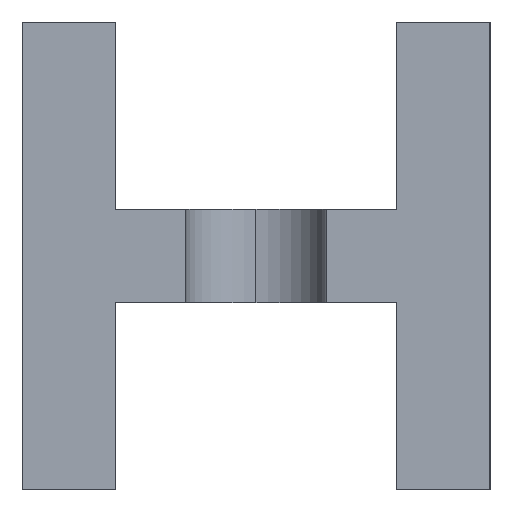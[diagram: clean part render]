
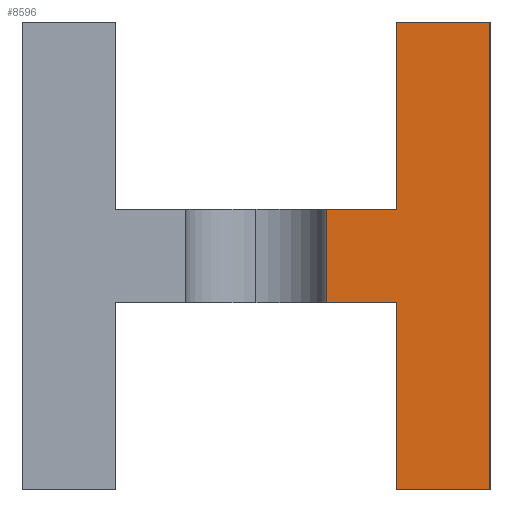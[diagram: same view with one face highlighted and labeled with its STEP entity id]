
A CAD part, left-side view. The second image highlights one B-rep face of the part: STEP entity #8596.
In plain terms, the highlighted planar face has unit normal (-1, 0, 0).
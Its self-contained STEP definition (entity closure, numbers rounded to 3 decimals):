
#310 = LINE ( 'NONE', #3815, #12057 ) ;
#475 = LINE ( 'NONE', #6234, #3077 ) ;
#588 = DIRECTION ( 'NONE',  ( -1., 0., 0. ) ) ;
#788 = EDGE_CURVE ( 'NONE', #3576, #4739, #10283, .T. ) ;
#904 = DIRECTION ( 'NONE',  ( 0., 0., 1. ) ) ;
#1059 = CARTESIAN_POINT ( 'NONE',  ( 0., 0., 0. ) ) ;
#1181 = VECTOR ( 'NONE', #10107, 1000. ) ;
#1183 = EDGE_CURVE ( 'NONE', #4909, #4575, #7742, .T. ) ;
#1278 = VECTOR ( 'NONE', #13660, 1000. ) ;
#1387 = PLANE ( 'NONE',  #10169 ) ;
#1510 = DIRECTION ( 'NONE',  ( 0., 0., 1. ) ) ;
#1788 = DIRECTION ( 'NONE',  ( 0., 1., 0. ) ) ;
#1845 = CARTESIAN_POINT ( 'NONE',  ( 0., 2., 4. ) ) ;
#1863 = CARTESIAN_POINT ( 'NONE',  ( 0., 3.5, 4. ) ) ;
#2389 = CARTESIAN_POINT ( 'NONE',  ( 0., 0., 10. ) ) ;
#3077 = VECTOR ( 'NONE', #1788, 1000. ) ;
#3302 = EDGE_CURVE ( 'NONE', #4739, #4909, #8899, .T. ) ;
#3413 = EDGE_CURVE ( 'NONE', #6263, #4434, #4213, .T. ) ;
#3576 = VERTEX_POINT ( 'NONE', #7902 ) ;
#3747 = VERTEX_POINT ( 'NONE', #1863 ) ;
#3815 = CARTESIAN_POINT ( 'NONE',  ( 0., 3.5, 4. ) ) ;
#3862 = DIRECTION ( 'NONE',  ( 0., 0., 1. ) ) ;
#4213 = LINE ( 'NONE', #13627, #1278 ) ;
#4434 = VERTEX_POINT ( 'NONE', #11019 ) ;
#4575 = VERTEX_POINT ( 'NONE', #8715 ) ;
#4739 = VERTEX_POINT ( 'NONE', #7384 ) ;
#4747 = VECTOR ( 'NONE', #1510, 1000. ) ;
#4909 = VERTEX_POINT ( 'NONE', #9806 ) ;
#5035 = EDGE_CURVE ( 'NONE', #3747, #3576, #310, .T. ) ;
#5314 = LINE ( 'NONE', #11097, #10817 ) ;
#6234 = CARTESIAN_POINT ( 'NONE',  ( 0., 8., 4. ) ) ;
#6263 = VERTEX_POINT ( 'NONE', #11641 ) ;
#6288 = VECTOR ( 'NONE', #10256, 1000. ) ;
#6386 = VERTEX_POINT ( 'NONE', #10383 ) ;
#7367 = EDGE_CURVE ( 'NONE', #4434, #6386, #13524, .T. ) ;
#7384 = CARTESIAN_POINT ( 'NONE',  ( 0., 2., 6. ) ) ;
#7742 = LINE ( 'NONE', #2389, #1181 ) ;
#7902 = CARTESIAN_POINT ( 'NONE',  ( 0., 3.5, 6. ) ) ;
#8595 = CARTESIAN_POINT ( 'NONE',  ( 0., 2., 6. ) ) ;
#8596 = ADVANCED_FACE ( 'NONE', ( #9036 ), #1387, .T. ) ;
#8622 = ORIENTED_EDGE ( 'NONE', *, *, #5035, .F. ) ;
#8715 = CARTESIAN_POINT ( 'NONE',  ( 0., 0., 10. ) ) ;
#8899 = LINE ( 'NONE', #10197, #6288 ) ;
#8939 = DIRECTION ( 'NONE',  ( 0., 0., -1. ) ) ;
#9036 = FACE_OUTER_BOUND ( 'NONE', #10021, .T. ) ;
#9212 = ORIENTED_EDGE ( 'NONE', *, *, #13972, .F. ) ;
#9255 = DIRECTION ( 'NONE',  ( 0., -1., 0. ) ) ;
#9806 = CARTESIAN_POINT ( 'NONE',  ( 0., 2., 10. ) ) ;
#9906 = ORIENTED_EDGE ( 'NONE', *, *, #7367, .F. ) ;
#10021 = EDGE_LOOP ( 'NONE', ( #8622, #9212, #9906, #10352, #10650, #11180, #11323, #11839 ) ) ;
#10107 = DIRECTION ( 'NONE',  ( 0., -1., 0. ) ) ;
#10169 = AXIS2_PLACEMENT_3D ( 'NONE', #1059, #588, #904 ) ;
#10197 = CARTESIAN_POINT ( 'NONE',  ( 0., 2., 10. ) ) ;
#10256 = DIRECTION ( 'NONE',  ( 0., 0., 1. ) ) ;
#10283 = LINE ( 'NONE', #8595, #10345 ) ;
#10345 = VECTOR ( 'NONE', #9255, 1000. ) ;
#10352 = ORIENTED_EDGE ( 'NONE', *, *, #3413, .F. ) ;
#10383 = CARTESIAN_POINT ( 'NONE',  ( 0., 2., 4. ) ) ;
#10650 = ORIENTED_EDGE ( 'NONE', *, *, #14248, .F. ) ;
#10817 = VECTOR ( 'NONE', #8939, 1000. ) ;
#11019 = CARTESIAN_POINT ( 'NONE',  ( 0., 2., 0. ) ) ;
#11097 = CARTESIAN_POINT ( 'NONE',  ( 0., 0., 0. ) ) ;
#11180 = ORIENTED_EDGE ( 'NONE', *, *, #1183, .F. ) ;
#11323 = ORIENTED_EDGE ( 'NONE', *, *, #3302, .F. ) ;
#11641 = CARTESIAN_POINT ( 'NONE',  ( 0., 0., 0. ) ) ;
#11839 = ORIENTED_EDGE ( 'NONE', *, *, #788, .F. ) ;
#12057 = VECTOR ( 'NONE', #3862, 1000. ) ;
#13524 = LINE ( 'NONE', #1845, #4747 ) ;
#13627 = CARTESIAN_POINT ( 'NONE',  ( 0., 2., 0. ) ) ;
#13660 = DIRECTION ( 'NONE',  ( 0., 1., 0. ) ) ;
#13972 = EDGE_CURVE ( 'NONE', #6386, #3747, #475, .T. ) ;
#14248 = EDGE_CURVE ( 'NONE', #4575, #6263, #5314, .T. ) ;
